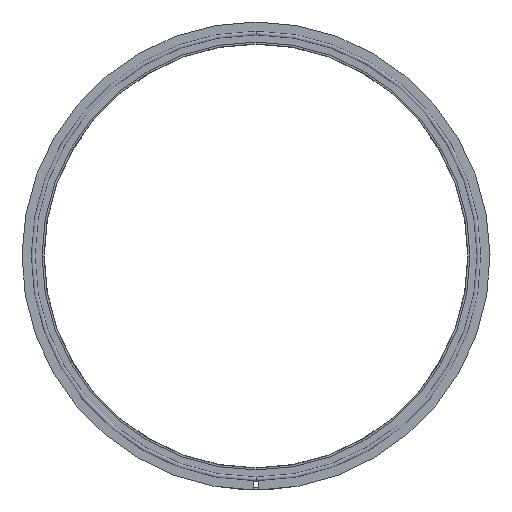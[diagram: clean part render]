
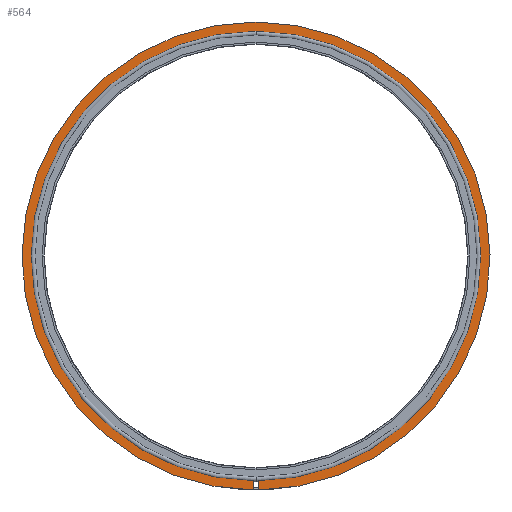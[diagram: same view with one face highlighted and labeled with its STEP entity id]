
A CAD part, front view. The second image highlights one B-rep face of the part: STEP entity #564.
In plain terms, the highlighted planar face has unit normal (0, -1, 0).
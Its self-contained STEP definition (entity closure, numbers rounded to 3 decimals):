
#52 = LINE ( 'NONE', #151, #1288 ) ;
#54 = AXIS2_PLACEMENT_3D ( 'NONE', #203, #1042, #324 ) ;
#55 = CARTESIAN_POINT ( 'NONE',  ( 0., -2.8, 0. ) ) ;
#57 = VERTEX_POINT ( 'NONE', #1269 ) ;
#88 = CIRCLE ( 'NONE', #1255, 274. ) ;
#151 = CARTESIAN_POINT ( 'NONE',  ( -3., -2.8, 0. ) ) ;
#153 = VECTOR ( 'NONE', #998, 1000. ) ;
#178 = DIRECTION ( 'NONE',  ( 0., 0., 1. ) ) ;
#188 = EDGE_CURVE ( 'NONE', #1378, #57, #88, .T. ) ;
#203 = CARTESIAN_POINT ( 'NONE',  ( 0., -2.8, 0. ) ) ;
#208 = ORIENTED_EDGE ( 'NONE', *, *, #376, .F. ) ;
#241 = DIRECTION ( 'NONE',  ( 0., 1., 0. ) ) ;
#244 = CARTESIAN_POINT ( 'NONE',  ( -3., -2.8, -263.083 ) ) ;
#246 = PLANE ( 'NONE',  #607 ) ;
#283 = EDGE_CURVE ( 'NONE', #1404, #1378, #52, .T. ) ;
#324 = DIRECTION ( 'NONE',  ( 0., 0., 1. ) ) ;
#325 = VERTEX_POINT ( 'NONE', #756 ) ;
#363 = CARTESIAN_POINT ( 'NONE',  ( -3., -2.8, -273.984 ) ) ;
#376 = EDGE_CURVE ( 'NONE', #57, #325, #896, .T. ) ;
#388 = CIRCLE ( 'NONE', #54, 263.1 ) ;
#476 = LINE ( 'NONE', #1475, #153 ) ;
#560 = CARTESIAN_POINT ( 'NONE',  ( 0., -2.8, 0. ) ) ;
#564 = ADVANCED_FACE ( 'NONE', ( #771 ), #246, .T. ) ;
#597 = EDGE_CURVE ( 'NONE', #325, #1228, #476, .T. ) ;
#607 = AXIS2_PLACEMENT_3D ( 'NONE', #1206, #1448, #730 ) ;
#658 = CIRCLE ( 'NONE', #1339, 263.1 ) ;
#680 = DIRECTION ( 'NONE',  ( 0., 0., 1. ) ) ;
#730 = DIRECTION ( 'NONE',  ( 0., 0., -1. ) ) ;
#737 = ORIENTED_EDGE ( 'NONE', *, *, #911, .T. ) ;
#740 = ORIENTED_EDGE ( 'NONE', *, *, #597, .F. ) ;
#756 = CARTESIAN_POINT ( 'NONE',  ( 3., -2.8, -273.984 ) ) ;
#764 = EDGE_LOOP ( 'NONE', ( #740, #208, #1152, #1026, #1154, #737 ) ) ;
#771 = FACE_OUTER_BOUND ( 'NONE', #764, .T. ) ;
#894 = DIRECTION ( 'NONE',  ( 0., 1., 0. ) ) ;
#896 = CIRCLE ( 'NONE', #1143, 274. ) ;
#911 = EDGE_CURVE ( 'NONE', #1120, #1228, #388, .T. ) ;
#963 = CARTESIAN_POINT ( 'NONE',  ( 0., -2.8, 0. ) ) ;
#996 = DIRECTION ( 'NONE',  ( 0., 0., -1. ) ) ;
#998 = DIRECTION ( 'NONE',  ( 0., 0., 1. ) ) ;
#1009 = CARTESIAN_POINT ( 'NONE',  ( 0., -2.8, 263.1 ) ) ;
#1026 = ORIENTED_EDGE ( 'NONE', *, *, #283, .F. ) ;
#1042 = DIRECTION ( 'NONE',  ( 0., 1., 0. ) ) ;
#1074 = EDGE_CURVE ( 'NONE', #1404, #1120, #658, .T. ) ;
#1084 = DIRECTION ( 'NONE',  ( 0., 0., 1. ) ) ;
#1120 = VERTEX_POINT ( 'NONE', #1009 ) ;
#1143 = AXIS2_PLACEMENT_3D ( 'NONE', #560, #1394, #680 ) ;
#1152 = ORIENTED_EDGE ( 'NONE', *, *, #188, .F. ) ;
#1154 = ORIENTED_EDGE ( 'NONE', *, *, #1074, .T. ) ;
#1206 = CARTESIAN_POINT ( 'NONE',  ( -274., -2.8, 0. ) ) ;
#1228 = VERTEX_POINT ( 'NONE', #1531 ) ;
#1255 = AXIS2_PLACEMENT_3D ( 'NONE', #963, #241, #1084 ) ;
#1269 = CARTESIAN_POINT ( 'NONE',  ( 0., -2.8, 274. ) ) ;
#1288 = VECTOR ( 'NONE', #996, 1000. ) ;
#1339 = AXIS2_PLACEMENT_3D ( 'NONE', #55, #894, #178 ) ;
#1378 = VERTEX_POINT ( 'NONE', #363 ) ;
#1394 = DIRECTION ( 'NONE',  ( 0., 1., 0. ) ) ;
#1404 = VERTEX_POINT ( 'NONE', #244 ) ;
#1448 = DIRECTION ( 'NONE',  ( 0., -1., 0. ) ) ;
#1475 = CARTESIAN_POINT ( 'NONE',  ( 3., -2.8, 0. ) ) ;
#1531 = CARTESIAN_POINT ( 'NONE',  ( 3., -2.8, -263.083 ) ) ;
